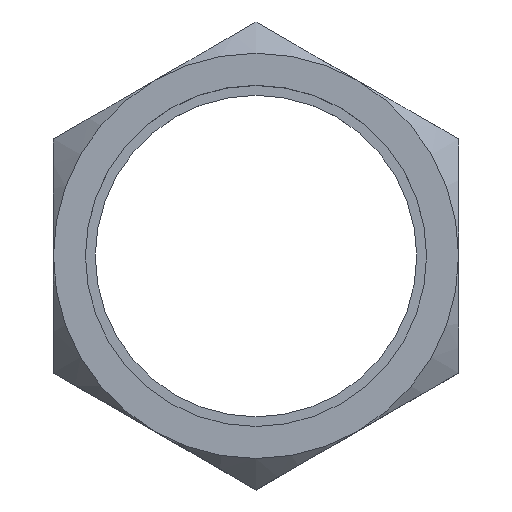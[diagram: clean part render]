
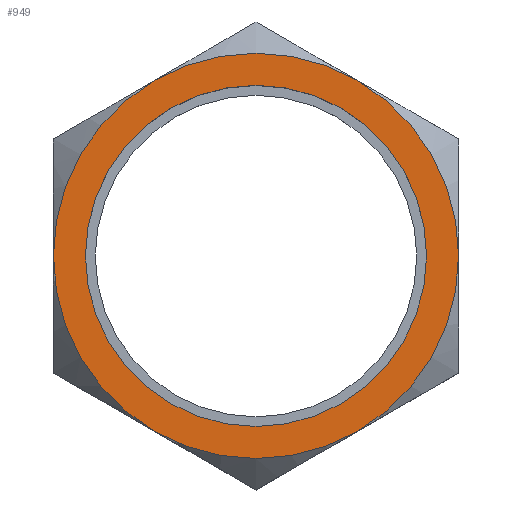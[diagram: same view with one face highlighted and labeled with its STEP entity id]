
A CAD part, top view. The second image highlights one B-rep face of the part: STEP entity #949.
In plain terms, the highlighted planar face has unit normal (0, 0, 1).
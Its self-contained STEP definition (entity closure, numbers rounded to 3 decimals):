
#121=CARTESIAN_POINT('',(-44.2,0.0,15.));
#122=VERTEX_POINT('',#121);
#123=CARTESIAN_POINT('',(0.,0.0,15.0));
#124=DIRECTION('',(0.0,0.0,-1.0));
#125=DIRECTION('',(-1.0,0.0,0.0));
#126=AXIS2_PLACEMENT_3D('',#123,#124,#125);
#127=CIRCLE('',#126,44.2);
#128=EDGE_CURVE('',#122,#122,#127,.T.);
#547=CARTESIAN_POINT('',(-26.25,-45.466,15.));
#548=VERTEX_POINT('',#547);
#601=CARTESIAN_POINT('',(26.25,-45.466,15.0));
#602=VERTEX_POINT('',#601);
#648=CARTESIAN_POINT('',(52.5,0.,15.));
#649=VERTEX_POINT('',#648);
#686=CARTESIAN_POINT('',(0.0,0.0,15.0));
#687=DIRECTION('',(0.0,0.0,1.0));
#688=DIRECTION('',(1.0,0.0,0.0));
#689=AXIS2_PLACEMENT_3D('',#686,#687,#688);
#690=CIRCLE('',#689,52.5);
#691=EDGE_CURVE('',#602,#649,#690,.T.);
#702=CARTESIAN_POINT('',(26.25,45.466,15.));
#703=VERTEX_POINT('',#702);
#704=CARTESIAN_POINT('',(-26.25,45.466,15.0));
#705=VERTEX_POINT('',#704);
#706=CARTESIAN_POINT('',(0.0,0.0,15.0));
#707=DIRECTION('',(0.0,0.0,1.0));
#708=DIRECTION('',(1.0,0.0,0.0));
#709=AXIS2_PLACEMENT_3D('',#706,#707,#708);
#710=CIRCLE('',#709,52.5);
#711=EDGE_CURVE('',#703,#705,#710,.T.);
#749=CARTESIAN_POINT('',(-52.5,0.,15.));
#750=VERTEX_POINT('',#749);
#751=CARTESIAN_POINT('',(0.0,0.0,15.0));
#752=DIRECTION('',(0.0,0.0,1.0));
#753=DIRECTION('',(1.0,0.0,0.0));
#754=AXIS2_PLACEMENT_3D('',#751,#752,#753);
#755=CIRCLE('',#754,52.5);
#756=EDGE_CURVE('',#705,#750,#755,.T.);
#794=CARTESIAN_POINT('',(0.0,0.0,15.0));
#795=DIRECTION('',(0.0,0.0,1.0));
#796=DIRECTION('',(1.0,0.0,0.0));
#797=AXIS2_PLACEMENT_3D('',#794,#795,#796);
#798=CIRCLE('',#797,52.5);
#799=EDGE_CURVE('',#750,#548,#798,.T.);
#823=CARTESIAN_POINT('',(0.0,0.0,15.0));
#824=DIRECTION('',(0.0,0.0,1.0));
#825=DIRECTION('',(1.0,0.0,0.0));
#826=AXIS2_PLACEMENT_3D('',#823,#824,#825);
#827=CIRCLE('',#826,52.5);
#828=EDGE_CURVE('',#548,#602,#827,.T.);
#854=CARTESIAN_POINT('',(0.0,0.0,15.0));
#855=DIRECTION('',(0.0,0.0,1.0));
#856=DIRECTION('',(1.0,0.0,0.0));
#857=AXIS2_PLACEMENT_3D('',#854,#855,#856);
#858=CIRCLE('',#857,52.5);
#859=EDGE_CURVE('',#649,#703,#858,.T.);
#933=CARTESIAN_POINT('',(0.,0.,15.0));
#934=DIRECTION('',(0.0,0.0,1.0));
#935=DIRECTION('',(1.0,0.0,0.0));
#936=AXIS2_PLACEMENT_3D('',#933,#934,#935);
#937=PLANE('',#936);
#938=ORIENTED_EDGE('',*,*,#859,.T.);
#939=ORIENTED_EDGE('',*,*,#711,.T.);
#940=ORIENTED_EDGE('',*,*,#756,.T.);
#941=ORIENTED_EDGE('',*,*,#799,.T.);
#942=ORIENTED_EDGE('',*,*,#828,.T.);
#943=ORIENTED_EDGE('',*,*,#691,.T.);
#944=EDGE_LOOP('',(#938,#939,#940,#941,#942,#943));
#945=FACE_OUTER_BOUND('',#944,.T.);
#946=ORIENTED_EDGE('',*,*,#128,.T.);
#947=EDGE_LOOP('',(#946));
#948=FACE_BOUND('',#947,.T.);
#949=ADVANCED_FACE('',(#945,#948),#937,.T.);
